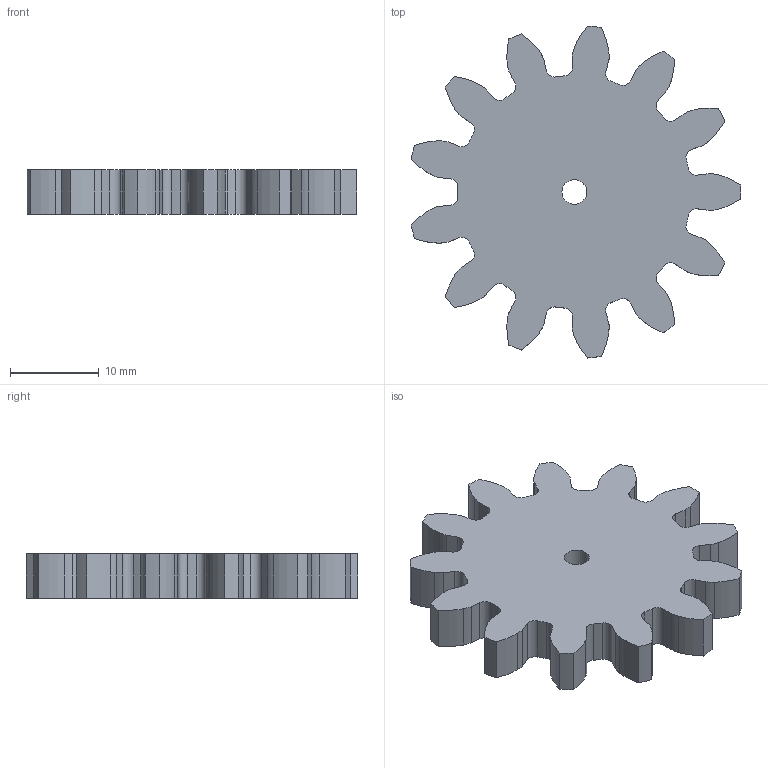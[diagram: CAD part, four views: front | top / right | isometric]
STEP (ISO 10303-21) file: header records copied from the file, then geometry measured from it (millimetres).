
FILE_DESCRIPTION(('FreeCAD Model'),'2;1');
FILE_NAME('Zahnrad.step', '2016-09-27T15:39:14',('Author'),(''), 'Open CASCADE STEP processor 6.8','FreeCAD','Unknown');
FILE_SCHEMA(('AUTOMOTIVE_DESIGN_CC2 { 1 2 10303 214 -1 1 5 4 }'));
Length unit declared in the file: millimetre
Products named in the file (2): ASSEMBLY; Cut
Assembly tree (1 placements, depth 2):
  ASSEMBLY
    Cut
Bounding box: 37.13 x 37.39 x 5 mm (x, y, z)
Volume: 3971.5 mm3; surface area: 2651.1 mm2
Topology: 1 solids, 1 shells, 133 faces, 393 edges, 262 vertices
Faces by surface type: cylinder 53, extrusion 52, plane 28
Full cylindrical faces by diameter (mm): 2.8 x1
Entity records: 10131 total; most frequent: CARTESIAN_POINT 2680, DIRECTION 1241, VECTOR 811, ORIENTED_EDGE 786, PCURVE 786, DEFINITIONAL_REPRESENTATION 786, LINE 759, EDGE_CURVE 393
